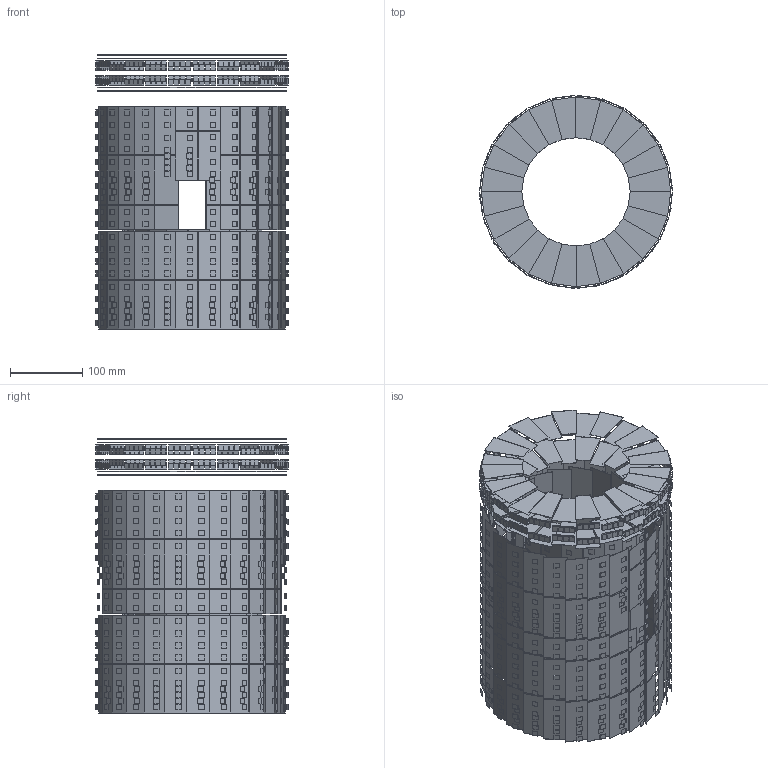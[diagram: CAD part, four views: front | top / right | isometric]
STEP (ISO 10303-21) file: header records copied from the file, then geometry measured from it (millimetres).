
FILE_DESCRIPTION((''),'2;1');
FILE_NAME('Sv-3.3_FeeAndSensitive.stp','2009-10-16T17:25:42',('thomas'),(''),'Autodesk Inventor 2008','Autodesk Inventor 2008','');
FILE_SCHEMA(('AUTOMOTIVE_DESIGN { 1 0 10303 214 1 1 1 1 }'));
Length unit declared in the file: millimetre
Products named in the file (29): Sv-3.3; Fwd (Sensitive+FEE); Strip_Ldk_5-6_TrapS (Sensitive-FEE); Strip_Smod_N2_TrapS_L (Sensitive+FEE); Strip_Mod_1Sens_TrapS (Sensitive+FEE); Strip_Sens_TrapS (Sensitive); StripActive_TrapS; Strip_Fe_Apv; Strip_Smod_N2_TrapS_S (Sensitive-FEE); Hshell (Sensitive+FEE); Strip_Bl3 (Sensitive+FEE); Strip_Smod_Bl3_N4_L (Sensitive+FEE); Strip_Mod_2Sens_RectL_Bl3 (Sensitive+FEE); Strip_Sens_RectL (Sensitive); StripActive_RectL; Readout_4x128 (FE); Readout_2x128 (FE); Strip_Smod_Bl3_N4_M_Tp_FeSide (Sensitive+FEE); Strip_Mod_2Sens_RectM_Bl3 (Sensitive+FEE); Strip_Sens_RectS (Sensitive); StripActive_RectS; Strip_Smod_Bl3_N4_M_Tp_SensSide (Sensitive+FEE); Strip_Bl4 (~1); Strip_Smod_Bl4_N5_L (Sensitive+FEE); Strip_Mod_3Sens_RectL_M_Bl4 (Sensitive+FEE); Strip_Mod_2Sens_RectL_Bl4 (Sensitive+FEE); Strip_Smod_Bl4_N4_LM_Tp-FeSide (Sensitive+FEE); Strip_Mod_2Sens_RectM_Bl4 (Sensor+FEE); Strip_Smod_Bl4_N4_LM_Tp-SensSide (Sensitive+FEE)
Assembly tree (103 placements, depth 7):
  Sv-3.3
    Fwd (Sensitive+FEE)  x2
      Strip_Ldk_5-6_TrapS (Sensitive-FEE)
        Strip_Smod_N2_TrapS_L (Sensitive+FEE)  x6
          Strip_Mod_1Sens_TrapS (Sensitive+FEE)
            Strip_Sens_TrapS (Sensitive)
              StripActive_TrapS
            Strip_Fe_Apv  x8
        Strip_Smod_N2_TrapS_S (Sensitive-FEE)  x6
          Strip_Mod_1Sens_TrapS (Sensitive+FEE)
            Strip_Sens_TrapS (Sensitive)
              StripActive_TrapS
            Strip_Fe_Apv  x8
    Hshell (Sensitive+FEE)  x2
      Strip_Bl3 (Sensitive+FEE)
        Strip_Smod_Bl3_N4_L (Sensitive+FEE)  x8
          Strip_Mod_2Sens_RectL_Bl3 (Sensitive+FEE)
            Strip_Sens_RectL (Sensitive)  x2
              StripActive_RectL
            Readout_4x128 (FE)  x2
              Strip_Fe_Apv
            Readout_2x128 (FE)
              Strip_Fe_Apv  x2
        Strip_Smod_Bl3_N4_M_Tp_FeSide (Sensitive+FEE)
          Strip_Mod_2Sens_RectM_Bl3 (Sensitive+FEE)  x2
            Strip_Sens_RectS (Sensitive)
              StripActive_RectS
            Strip_Sens_RectL (Sensitive)
              StripActive_RectL
            Readout_2x128 (FE)
              Strip_Fe_Apv  x2
            Readout_4x128 (FE)
              Strip_Fe_Apv  x4
        Strip_Smod_Bl3_N4_M_Tp_SensSide (Sensitive+FEE)
          Strip_Mod_2Sens_RectM_Bl3 (Sensitive+FEE)  x2
            Strip_Sens_RectS (Sensitive)
              StripActive_RectS
            Strip_Sens_RectL (Sensitive)
              StripActive_RectL
            Readout_2x128 (FE)
              Strip_Fe_Apv  x2
            Readout_4x128 (FE)
              Strip_Fe_Apv  x4
      Strip_Bl4 (~1)
        Strip_Smod_Bl4_N5_L (Sensitive+FEE)  x11
          Strip_Mod_3Sens_RectL_M_Bl4 (Sensitive+FEE)
            Strip_Sens_RectL (Sensitive)  x2
              StripActive_RectL
            Readout_4x128 (FE)  x2
              Strip_Fe_Apv
            Readout_2x128 (FE)  x2
              Strip_Fe_Apv
            Strip_Sens_RectS (Sensitive)
              StripActive_RectS
          Strip_Mod_2Sens_RectL_Bl4 (Sensitive+FEE)
            Strip_Sens_RectL (Sensitive)  x2
              StripActive_RectL
            Readout_4x128 (FE)  x2
              Strip_Fe_Apv
            Readout_2x128 (FE)
Bounding box: 266.9 x 266.9 x 379.17 mm (x, y, z)
Volume: 171054.2 mm3; surface area: 1166532.1 mm2
Topology: 1578 solids, 1578 shells, 9468 faces, 18936 edges, 12624 vertices
Faces by surface type: plane 9468
Entity records: 2030 total; most frequent: DIRECTION 360, CARTESIAN_POINT 236, AXIS2_PLACEMENT_3D 156, PRODUCT_DEFINITION_SHAPE 132, NEXT_ASSEMBLY_USAGE_OCCURRENCE 103, ITEM_DEFINED_TRANSFORMATION 103, CONTEXT_DEPENDENT_SHAPE_REPRESENTATION 103, ORIENTED_EDGE 96
